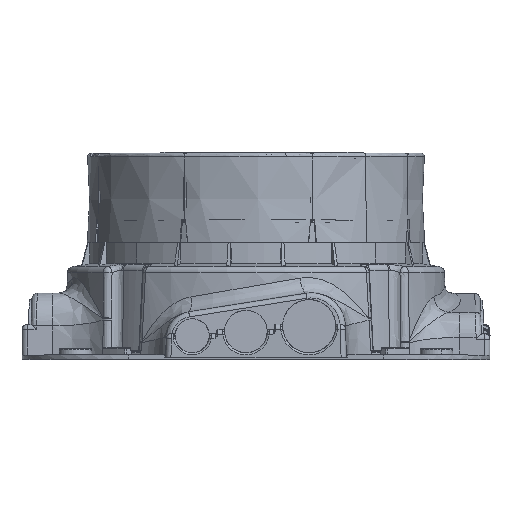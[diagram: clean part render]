
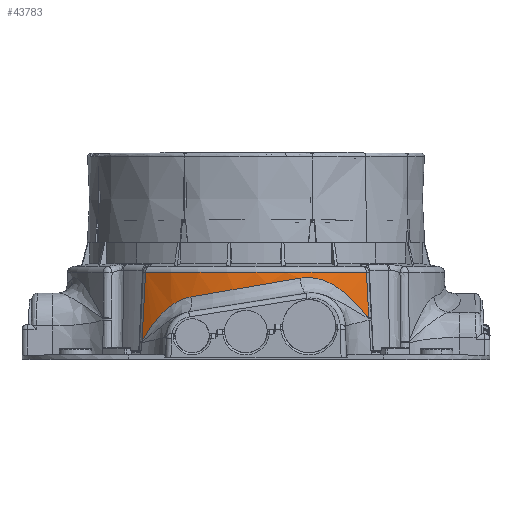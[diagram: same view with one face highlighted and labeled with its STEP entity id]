
A CAD part, top view. The second image highlights one B-rep face of the part: STEP entity #43783.
In plain terms, the highlighted conical face has half-angle 2 degrees and reference radius 90 mm.
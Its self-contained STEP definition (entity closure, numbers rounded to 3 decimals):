
#39982=AXIS2_PLACEMENT_3D('Circle Axis2P3D',#39980,#39981,$) ;
#42656=AXIS2_PLACEMENT_3D('Cone Axis2P3D',#42653,#42654,#42655) ;
#39703=CARTESIAN_POINT('Vertex',(51.93,39.81,71.798)) ;
#39980=CARTESIAN_POINT('Axis2P3D Location',(0.,39.81,0.)) ;
#39984=CARTESIAN_POINT('Vertex',(-51.93,39.81,71.798)) ;
#42653=CARTESIAN_POINT('Axis2P3D Location',(0.,0.,0.)) ;
#43715=CARTESIAN_POINT('Control Point',(-30.53,28.358,83.61)) ;
#43716=CARTESIAN_POINT('Control Point',(-31.638,28.168,83.213)) ;
#43717=CARTESIAN_POINT('Control Point',(-32.708,27.899,82.811)) ;
#43718=CARTESIAN_POINT('Control Point',(-33.735,27.565,82.41)) ;
#43719=CARTESIAN_POINT('Control Point',(-36.474,26.482,81.298)) ;
#43720=CARTESIAN_POINT('Control Point',(-38.867,25.059,80.229)) ;
#43721=CARTESIAN_POINT('Control Point',(-40.266,24.061,79.57)) ;
#43722=CARTESIAN_POINT('Control Point',(-42.643,22.117,78.402)) ;
#43723=CARTESIAN_POINT('Control Point',(-44.676,20.067,77.33)) ;
#43724=CARTESIAN_POINT('Control Point',(-45.552,19.11,76.855)) ;
#43725=CARTESIAN_POINT('Control Point',(-47.987,16.265,75.499)) ;
#43726=CARTESIAN_POINT('Control Point',(-50.032,13.403,74.271)) ;
#43727=CARTESIAN_POINT('Control Point',(-51.274,11.525,73.496)) ;
#43728=CARTESIAN_POINT('Control Point',(-52.441,9.655,72.741)) ;
#43729=CARTESIAN_POINT('Control Point',(-53.561,7.788,71.989)) ;
#43730=CARTESIAN_POINT('Vertex',(-53.561,7.788,71.989)) ;
#43732=CARTESIAN_POINT('Vertex',(-30.53,28.358,83.61)) ;
#43736=CARTESIAN_POINT('Control Point',(20.622,37.143,86.273)) ;
#43737=CARTESIAN_POINT('Control Point',(8.012,34.976,89.364)) ;
#43738=CARTESIAN_POINT('Control Point',(-5.195,32.708,89.997)) ;
#43739=CARTESIAN_POINT('Control Point',(-18.28,30.461,88.005)) ;
#43740=CARTESIAN_POINT('Control Point',(-30.53,28.358,83.61)) ;
#43741=CARTESIAN_POINT('Vertex',(20.622,37.143,86.273)) ;
#43745=CARTESIAN_POINT('Control Point',(53.,18.825,71.924)) ;
#43746=CARTESIAN_POINT('Control Point',(51.426,20.66,73.004)) ;
#43747=CARTESIAN_POINT('Control Point',(49.824,22.497,74.042)) ;
#43748=CARTESIAN_POINT('Control Point',(48.153,24.337,75.067)) ;
#43749=CARTESIAN_POINT('Control Point',(45.204,27.397,76.775)) ;
#43750=CARTESIAN_POINT('Control Point',(41.694,30.418,78.583)) ;
#43751=CARTESIAN_POINT('Control Point',(40.202,31.592,79.316)) ;
#43752=CARTESIAN_POINT('Control Point',(37.36,33.574,80.636)) ;
#43753=CARTESIAN_POINT('Control Point',(33.969,35.296,82.034)) ;
#43754=CARTESIAN_POINT('Control Point',(32.416,35.958,82.64)) ;
#43755=CARTESIAN_POINT('Control Point',(29.306,36.985,83.774)) ;
#43756=CARTESIAN_POINT('Control Point',(25.804,37.471,84.881)) ;
#43757=CARTESIAN_POINT('Control Point',(24.113,37.548,85.376)) ;
#43758=CARTESIAN_POINT('Control Point',(22.372,37.443,85.843)) ;
#43759=CARTESIAN_POINT('Control Point',(20.622,37.143,86.273)) ;
#43760=CARTESIAN_POINT('Vertex',(53.,18.825,71.924)) ;
#43764=CARTESIAN_POINT('Control Point',(51.93,39.81,71.798)) ;
#43765=CARTESIAN_POINT('Control Point',(52.287,32.815,71.841)) ;
#43766=CARTESIAN_POINT('Control Point',(52.644,25.82,71.883)) ;
#43767=CARTESIAN_POINT('Control Point',(53.,18.825,71.924)) ;
#43770=CARTESIAN_POINT('Control Point',(-53.561,7.788,71.989)) ;
#43771=CARTESIAN_POINT('Control Point',(-53.019,18.462,71.927)) ;
#43772=CARTESIAN_POINT('Control Point',(-52.475,29.136,71.864)) ;
#43773=CARTESIAN_POINT('Control Point',(-51.93,39.81,71.798)) ;
#39981=DIRECTION('Axis2P3D Direction',(0.,1.,0.)) ;
#42654=DIRECTION('Axis2P3D Direction',(0.,-1.,0.)) ;
#42655=DIRECTION('Axis2P3D XDirection',(0.,0.,-1.)) ;
#43776=ORIENTED_EDGE('',*,*,#43734,.T.) ;
#43777=ORIENTED_EDGE('',*,*,#43743,.T.) ;
#43778=ORIENTED_EDGE('',*,*,#43762,.T.) ;
#43779=ORIENTED_EDGE('',*,*,#43768,.T.) ;
#43780=ORIENTED_EDGE('',*,*,#39986,.F.) ;
#43781=ORIENTED_EDGE('',*,*,#43774,.T.) ;
#43783=ADVANCED_FACE('D005762\\Corps principal',(#43782),#42657,.T.) ;
#43714=B_SPLINE_CURVE_WITH_KNOTS('',5,(#43715,#43716,#43717,#43718,#43719,#43720,#43721,#43722,#43723,#43724,#43725,#43726,#43727,#43728,#43729),.UNSPECIFIED.,.F.,.U.,(6,3,3,3,6),(40.177,47.614,60.939,72.361,94.716),.UNSPECIFIED.) ;
#43735=B_SPLINE_CURVE_WITH_KNOTS('',4,(#43736,#43737,#43738,#43739,#43740),.UNSPECIFIED.,.F.,.U.,(5,5),(87.092,165.183),.UNSPECIFIED.) ;
#43744=B_SPLINE_CURVE_WITH_KNOTS('',5,(#43745,#43746,#43747,#43748,#43749,#43750,#43751,#43752,#43753,#43754,#43755,#43756,#43757,#43758,#43759),.UNSPECIFIED.,.F.,.U.,(6,3,3,3,6),(3.307,29.16,45.925,58.249,68.793),.UNSPECIFIED.) ;
#43763=B_SPLINE_CURVE_WITH_KNOTS('',3,(#43764,#43765,#43766,#43767),.UNSPECIFIED.,.F.,.U.,(4,4),(20.38,56.774),.UNSPECIFIED.) ;
#43769=B_SPLINE_CURVE_WITH_KNOTS('',3,(#43770,#43771,#43772,#43773),.UNSPECIFIED.,.F.,.U.,(4,4),(27.314,82.848),.UNSPECIFIED.) ;
#39983=CIRCLE('generated circle',#39982,88.61) ;
#42657=CONICAL_SURFACE('Cone',#42656,90.,0.035) ;
#39986=EDGE_CURVE('',#39985,#39704,#39983,.T.) ;
#43734=EDGE_CURVE('',#43731,#43733,#43714,.F.) ;
#43743=EDGE_CURVE('',#43733,#43742,#43735,.F.) ;
#43762=EDGE_CURVE('',#43742,#43761,#43744,.F.) ;
#43768=EDGE_CURVE('',#43761,#39704,#43763,.F.) ;
#43774=EDGE_CURVE('',#39985,#43731,#43769,.F.) ;
#43775=EDGE_LOOP('',(#43776,#43777,#43778,#43779,#43780,#43781)) ;
#43782=FACE_OUTER_BOUND('',#43775,.T.) ;
#39704=VERTEX_POINT('',#39703) ;
#39985=VERTEX_POINT('',#39984) ;
#43731=VERTEX_POINT('',#43730) ;
#43733=VERTEX_POINT('',#43732) ;
#43742=VERTEX_POINT('',#43741) ;
#43761=VERTEX_POINT('',#43760) ;
